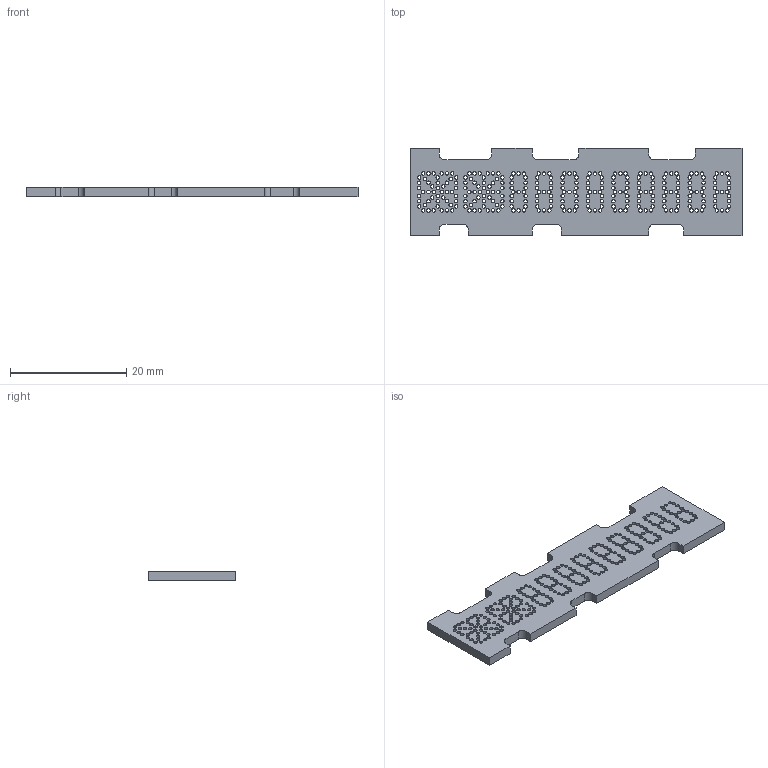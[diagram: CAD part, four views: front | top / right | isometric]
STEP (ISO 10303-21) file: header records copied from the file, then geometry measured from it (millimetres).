
FILE_DESCRIPTION(('KiCad electronic assembly'),'2;1');
FILE_NAME('ufc_v4_scratchpad_layer4.step','2020-11-25T16:00:10',( 'An Author'),('A Company'),'Open CASCADE STEP processor 6.9', 'KiCad to STEP converter','Unknown');
FILE_SCHEMA(('AUTOMOTIVE_DESIGN { 1 0 10303 214 1 1 1 1 }'));
Length unit declared in the file: millimetre
Products named in the file (2): Open CASCADE STEP translator 6.9 1; COMPOUND
Assembly tree (1 placements, depth 2):
  Open CASCADE STEP translator 6.9 1
    COMPOUND
Bounding box: 57 x 15 x 1.6 mm (x, y, z)
Volume: 1112 mm3; surface area: 2510.1 mm2
Topology: 1 solids, 1 shells, 327 faces, 975 edges, 650 vertices
Faces by surface type: cylinder 297, plane 30
Full cylindrical faces by diameter (mm): 0.6 x285
Entity records: 26987 total; most frequent: CARTESIAN_POINT 7468, DIRECTION 3583, ORIENTED_EDGE 1950, PCURVE 1950, DEFINITIONAL_REPRESENTATION 1950, LINE 1737, VECTOR 1737, EDGE_CURVE 975
